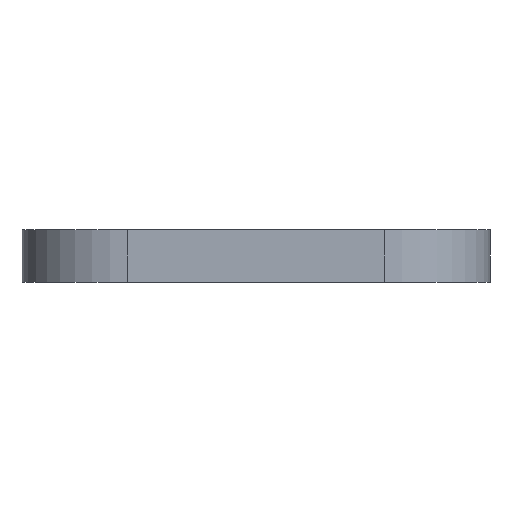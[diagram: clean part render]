
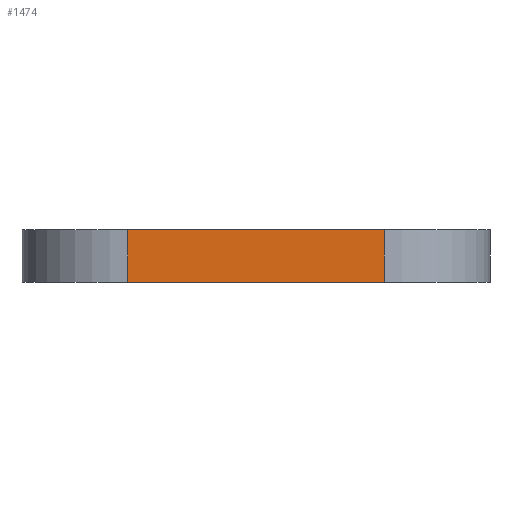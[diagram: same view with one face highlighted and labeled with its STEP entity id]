
A CAD part, left-side view. The second image highlights one B-rep face of the part: STEP entity #1474.
In plain terms, the highlighted planar face has unit normal (-1, 0, 0).
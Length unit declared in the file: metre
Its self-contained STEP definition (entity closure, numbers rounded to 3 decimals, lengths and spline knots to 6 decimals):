
#274=ORIENTED_EDGE('',*,*,#648,.T.);
#275=ORIENTED_EDGE('',*,*,#679,.T.);
#276=ORIENTED_EDGE('',*,*,#605,.F.);
#277=ORIENTED_EDGE('',*,*,#680,.T.);
#605=EDGE_CURVE('',#815,#816,#954,.T.);
#648=EDGE_CURVE('',#847,#846,#981,.T.);
#679=EDGE_CURVE('',#846,#816,#1005,.F.);
#680=EDGE_CURVE('',#815,#847,#1006,.T.);
#815=VERTEX_POINT('',#2271);
#816=VERTEX_POINT('',#2273);
#846=VERTEX_POINT('',#2346);
#847=VERTEX_POINT('',#2348);
#954=LINE('',#2272,#1130);
#981=LINE('',#2347,#1157);
#1005=LINE('',#2405,#1181);
#1006=LINE('',#2406,#1182);
#1130=VECTOR('',#1800,1.);
#1157=VECTOR('',#1861,1.);
#1181=VECTOR('',#1913,1.);
#1182=VECTOR('',#1914,1.);
#1256=EDGE_LOOP('',(#274,#275,#276,#277));
#1342=FACE_BOUND('',#1256,.T.);
#1418=PLANE('',#1603);
#1474=ADVANCED_FACE('',(#1342),#1418,.F.);
#1603=AXIS2_PLACEMENT_3D('',#2404,#1911,#1912);
#1800=DIRECTION('',(0.,-1.,0.));
#1861=DIRECTION('',(0.,-1.,0.));
#1911=DIRECTION('',(1.,0.,0.));
#1912=DIRECTION('',(0.,0.,-1.));
#1913=DIRECTION('',(0.,0.,-1.));
#1914=DIRECTION('',(0.,0.,-1.));
#2271=CARTESIAN_POINT('',(-0.015,-0.006,0.003));
#2272=CARTESIAN_POINT('',(-0.015,-0.01325,0.003));
#2273=CARTESIAN_POINT('',(-0.015,-0.0205,0.003));
#2346=CARTESIAN_POINT('',(-0.015,-0.0205,0.));
#2347=CARTESIAN_POINT('',(-0.015,-0.01325,0.));
#2348=CARTESIAN_POINT('',(-0.015,-0.006,0.));
#2404=CARTESIAN_POINT('',(-0.015,-0.01325,0.003));
#2405=CARTESIAN_POINT('',(-0.015,-0.0205,0.003));
#2406=CARTESIAN_POINT('',(-0.015,-0.006,0.));
